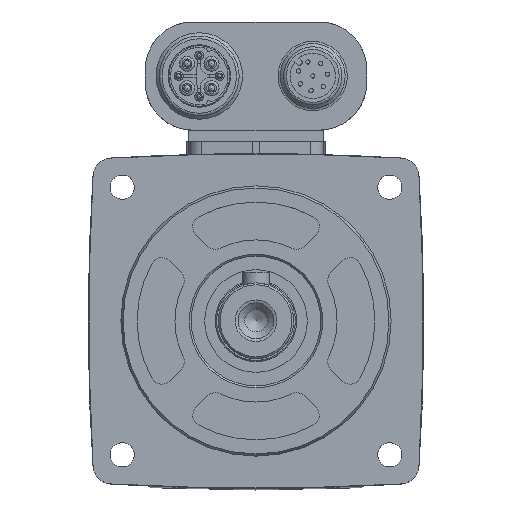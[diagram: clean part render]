
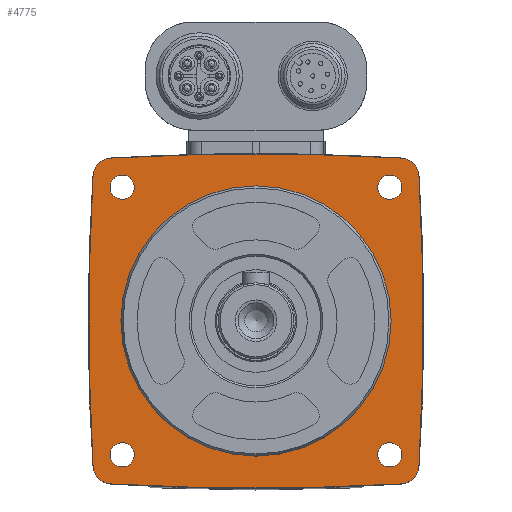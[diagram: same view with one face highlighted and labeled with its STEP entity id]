
A CAD part, top view. The second image highlights one B-rep face of the part: STEP entity #4775.
In plain terms, the highlighted planar face has unit normal (0, 0, 1).
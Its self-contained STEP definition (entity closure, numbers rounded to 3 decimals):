
#883=ORIENTED_EDGE('',*,*,#2247,.T.);
#884=ORIENTED_EDGE('',*,*,#2248,.T.);
#885=ORIENTED_EDGE('',*,*,#2249,.T.);
#886=ORIENTED_EDGE('',*,*,#2250,.T.);
#887=ORIENTED_EDGE('',*,*,#2251,.T.);
#888=ORIENTED_EDGE('',*,*,#2252,.T.);
#889=ORIENTED_EDGE('',*,*,#2253,.T.);
#890=ORIENTED_EDGE('',*,*,#2254,.T.);
#891=ORIENTED_EDGE('',*,*,#2255,.F.);
#892=ORIENTED_EDGE('',*,*,#2256,.F.);
#893=ORIENTED_EDGE('',*,*,#2257,.F.);
#894=ORIENTED_EDGE('',*,*,#2258,.F.);
#895=ORIENTED_EDGE('',*,*,#2259,.F.);
#2247=EDGE_CURVE('',#2929,#2930,#3417,.T.);
#2248=EDGE_CURVE('',#2930,#2931,#3418,.T.);
#2249=EDGE_CURVE('',#2931,#2932,#3419,.T.);
#2250=EDGE_CURVE('',#2932,#2933,#3420,.T.);
#2251=EDGE_CURVE('',#2933,#2934,#3421,.T.);
#2252=EDGE_CURVE('',#2934,#2935,#3422,.T.);
#2253=EDGE_CURVE('',#2935,#2936,#3423,.T.);
#2254=EDGE_CURVE('',#2936,#2929,#3424,.T.);
#2255=EDGE_CURVE('',#2937,#2937,#3425,.T.);
#2256=EDGE_CURVE('',#2938,#2938,#3426,.T.);
#2257=EDGE_CURVE('',#2939,#2939,#3427,.T.);
#2258=EDGE_CURVE('',#2940,#2940,#3428,.T.);
#2259=EDGE_CURVE('',#2941,#2941,#3429,.T.);
#2929=VERTEX_POINT('',#7376);
#2930=VERTEX_POINT('',#7377);
#2931=VERTEX_POINT('',#7379);
#2932=VERTEX_POINT('',#7381);
#2933=VERTEX_POINT('',#7383);
#2934=VERTEX_POINT('',#7385);
#2935=VERTEX_POINT('',#7387);
#2936=VERTEX_POINT('',#7389);
#2937=VERTEX_POINT('',#7392);
#2938=VERTEX_POINT('',#7394);
#2939=VERTEX_POINT('',#7396);
#2940=VERTEX_POINT('',#7398);
#2941=VERTEX_POINT('',#7400);
#3417=CIRCLE('',#5111,3.5);
#3418=CIRCLE('',#5112,450.5);
#3419=CIRCLE('',#5113,3.5);
#3420=CIRCLE('',#5114,450.5);
#3421=CIRCLE('',#5115,3.5);
#3422=CIRCLE('',#5116,450.5);
#3423=CIRCLE('',#5117,3.5);
#3424=CIRCLE('',#5118,450.5);
#3425=CIRCLE('',#5119,2.25);
#3426=CIRCLE('',#5120,2.25);
#3427=CIRCLE('',#5121,2.25);
#3428=CIRCLE('',#5122,2.25);
#3429=CIRCLE('',#5123,25.);
#3720=EDGE_LOOP('',(#883,#884,#885,#886,#887,#888,#889,#890));
#3721=EDGE_LOOP('',(#891));
#3722=EDGE_LOOP('',(#892));
#3723=EDGE_LOOP('',(#893));
#3724=EDGE_LOOP('',(#894));
#3725=EDGE_LOOP('',(#895));
#4175=FACE_BOUND('',#3720,.T.);
#4176=FACE_BOUND('',#3721,.T.);
#4177=FACE_BOUND('',#3722,.T.);
#4178=FACE_BOUND('',#3723,.T.);
#4179=FACE_BOUND('',#3724,.T.);
#4180=FACE_BOUND('',#3725,.T.);
#4631=PLANE('',#5110);
#4775=ADVANCED_FACE('',(#4175,#4176,#4177,#4178,#4179,#4180),#4631,.T.);
#5110=AXIS2_PLACEMENT_3D('',#7374,#5764,#5765);
#5111=AXIS2_PLACEMENT_3D('',#7375,#5766,#5767);
#5112=AXIS2_PLACEMENT_3D('',#7378,#5768,#5769);
#5113=AXIS2_PLACEMENT_3D('',#7380,#5770,#5771);
#5114=AXIS2_PLACEMENT_3D('',#7382,#5772,#5773);
#5115=AXIS2_PLACEMENT_3D('',#7384,#5774,#5775);
#5116=AXIS2_PLACEMENT_3D('',#7386,#5776,#5777);
#5117=AXIS2_PLACEMENT_3D('',#7388,#5778,#5779);
#5118=AXIS2_PLACEMENT_3D('',#7390,#5780,#5781);
#5119=AXIS2_PLACEMENT_3D('',#7391,#5782,#5783);
#5120=AXIS2_PLACEMENT_3D('',#7393,#5784,#5785);
#5121=AXIS2_PLACEMENT_3D('',#7395,#5786,#5787);
#5122=AXIS2_PLACEMENT_3D('',#7397,#5788,#5789);
#5123=AXIS2_PLACEMENT_3D('',#7399,#5790,#5791);
#5764=DIRECTION('',(0.,0.,1.));
#5765=DIRECTION('',(1.,0.,0.));
#5766=DIRECTION('',(0.,0.,1.));
#5767=DIRECTION('',(1.,0.,0.));
#5768=DIRECTION('',(0.,0.,1.));
#5769=DIRECTION('',(1.,0.,0.));
#5770=DIRECTION('',(0.,0.,1.));
#5771=DIRECTION('',(1.,0.,0.));
#5772=DIRECTION('',(0.,0.,1.));
#5773=DIRECTION('',(1.,0.,0.));
#5774=DIRECTION('',(0.,0.,1.));
#5775=DIRECTION('',(1.,0.,0.));
#5776=DIRECTION('',(0.,0.,1.));
#5777=DIRECTION('',(1.,0.,0.));
#5778=DIRECTION('',(0.,0.,1.));
#5779=DIRECTION('',(1.,0.,0.));
#5780=DIRECTION('',(0.,0.,1.));
#5781=DIRECTION('',(1.,0.,0.));
#5782=DIRECTION('',(0.,0.,1.));
#5783=DIRECTION('',(1.,0.,0.));
#5784=DIRECTION('',(0.,0.,1.));
#5785=DIRECTION('',(1.,0.,0.));
#5786=DIRECTION('',(0.,0.,1.));
#5787=DIRECTION('',(1.,0.,0.));
#5788=DIRECTION('',(0.,0.,1.));
#5789=DIRECTION('',(1.,0.,0.));
#5790=DIRECTION('',(0.,0.,1.));
#5791=DIRECTION('',(1.,0.,0.));
#7374=CARTESIAN_POINT('',(196.448,13.327,0.));
#7375=CARTESIAN_POINT('',(-26.655,26.655,0.));
#7376=CARTESIAN_POINT('',(-26.863,30.148,0.));
#7377=CARTESIAN_POINT('',(-30.148,26.863,0.));
#7378=CARTESIAN_POINT('',(419.55,0.,0.));
#7379=CARTESIAN_POINT('',(-30.148,-26.863,0.));
#7380=CARTESIAN_POINT('',(-26.655,-26.655,0.));
#7381=CARTESIAN_POINT('',(-26.863,-30.148,0.));
#7382=CARTESIAN_POINT('',(0.,419.55,0.));
#7383=CARTESIAN_POINT('',(26.863,-30.148,0.));
#7384=CARTESIAN_POINT('',(26.655,-26.655,0.));
#7385=CARTESIAN_POINT('',(30.148,-26.863,0.));
#7386=CARTESIAN_POINT('',(-419.55,0.,0.));
#7387=CARTESIAN_POINT('',(30.148,26.863,0.));
#7388=CARTESIAN_POINT('',(26.655,26.655,0.));
#7389=CARTESIAN_POINT('',(26.863,30.148,0.));
#7390=CARTESIAN_POINT('',(0.,-419.55,0.));
#7391=CARTESIAN_POINT('',(24.749,24.749,0.));
#7392=CARTESIAN_POINT('',(26.999,24.749,0.));
#7393=CARTESIAN_POINT('',(24.749,-24.749,0.));
#7394=CARTESIAN_POINT('',(26.999,-24.749,0.));
#7395=CARTESIAN_POINT('',(-24.749,24.749,0.));
#7396=CARTESIAN_POINT('',(-22.499,24.749,0.));
#7397=CARTESIAN_POINT('',(-24.749,-24.749,0.));
#7398=CARTESIAN_POINT('',(-22.499,-24.749,0.));
#7399=CARTESIAN_POINT('',(0.,0.,0.));
#7400=CARTESIAN_POINT('',(25.,0.,0.));
